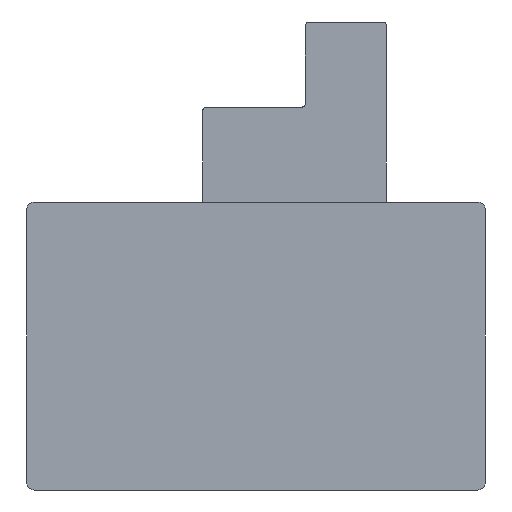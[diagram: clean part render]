
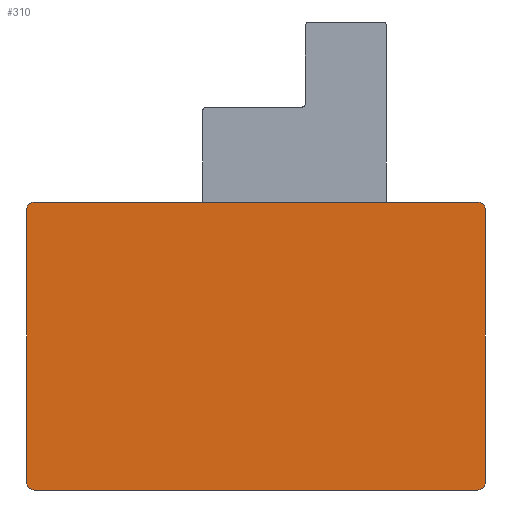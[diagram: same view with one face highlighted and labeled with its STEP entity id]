
A CAD part, front view. The second image highlights one B-rep face of the part: STEP entity #310.
In plain terms, the highlighted planar face has unit normal (0, -1, 0).
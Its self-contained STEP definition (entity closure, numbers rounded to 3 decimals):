
#1 = CARTESIAN_POINT ( 'NONE',  ( 2., 0., 73.8 ) ) ;
#14 = CARTESIAN_POINT ( 'NONE',  ( 0., 0., 0. ) ) ;
#21 = CARTESIAN_POINT ( 'NONE',  ( 2., 0., 75.8 ) ) ;
#24 = AXIS2_PLACEMENT_3D ( 'NONE', #120, #329, #549 ) ;
#25 = EDGE_CURVE ( 'NONE', #184, #561, #610, .T. ) ;
#80 = LINE ( 'NONE', #14, #89 ) ;
#87 = VERTEX_POINT ( 'NONE', #219 ) ;
#89 = VECTOR ( 'NONE', #491, 1000. ) ;
#94 = LINE ( 'NONE', #136, #438 ) ;
#97 = CIRCLE ( 'NONE', #319, 2. ) ;
#120 = CARTESIAN_POINT ( 'NONE',  ( 118.7, 0., 2. ) ) ;
#126 = CARTESIAN_POINT ( 'NONE',  ( 0., 0., 0. ) ) ;
#127 = CARTESIAN_POINT ( 'NONE',  ( 120.7, 0., 2. ) ) ;
#128 = ORIENTED_EDGE ( 'NONE', *, *, #473, .T. ) ;
#132 = DIRECTION ( 'NONE',  ( 1., 0., 0. ) ) ;
#136 = CARTESIAN_POINT ( 'NONE',  ( 0., 0., 75.8 ) ) ;
#142 = DIRECTION ( 'NONE',  ( 0., 0., 1. ) ) ;
#166 = AXIS2_PLACEMENT_3D ( 'NONE', #126, #648, #568 ) ;
#181 = FACE_OUTER_BOUND ( 'NONE', #388, .T. ) ;
#184 = VERTEX_POINT ( 'NONE', #21 ) ;
#198 = ORIENTED_EDGE ( 'NONE', *, *, #534, .F. ) ;
#200 = LINE ( 'NONE', #513, #464 ) ;
#212 = DIRECTION ( 'NONE',  ( 0., -1., 0. ) ) ;
#219 = CARTESIAN_POINT ( 'NONE',  ( 2., 0., 0. ) ) ;
#230 = VERTEX_POINT ( 'NONE', #552 ) ;
#256 = DIRECTION ( 'NONE',  ( 0., 0., -1. ) ) ;
#257 = EDGE_CURVE ( 'NONE', #545, #561, #80, .T. ) ;
#261 = CIRCLE ( 'NONE', #24, 2. ) ;
#276 = CIRCLE ( 'NONE', #616, 2. ) ;
#289 = CARTESIAN_POINT ( 'NONE',  ( 118.7, 0., 0. ) ) ;
#300 = CARTESIAN_POINT ( 'NONE',  ( 118.7, 0., 73.8 ) ) ;
#306 = DIRECTION ( 'NONE',  ( 0., -1., 0. ) ) ;
#308 = DIRECTION ( 'NONE',  ( 0., 0., 1. ) ) ;
#310 = ADVANCED_FACE ( 'NONE', ( #181 ), #391, .F. ) ;
#319 = AXIS2_PLACEMENT_3D ( 'NONE', #300, #460, #308 ) ;
#329 = DIRECTION ( 'NONE',  ( 0., -1., 0. ) ) ;
#341 = CARTESIAN_POINT ( 'NONE',  ( 0., 0., 73.8 ) ) ;
#355 = VERTEX_POINT ( 'NONE', #289 ) ;
#363 = EDGE_CURVE ( 'NONE', #230, #459, #97, .T. ) ;
#380 = EDGE_CURVE ( 'NONE', #184, #459, #94, .T. ) ;
#388 = EDGE_LOOP ( 'NONE', ( #404, #640, #605, #639, #408, #128, #198, #470 ) ) ;
#391 = PLANE ( 'NONE',  #166 ) ;
#404 = ORIENTED_EDGE ( 'NONE', *, *, #477, .F. ) ;
#408 = ORIENTED_EDGE ( 'NONE', *, *, #257, .F. ) ;
#410 = CARTESIAN_POINT ( 'NONE',  ( 118.7, 0., 75.8 ) ) ;
#438 = VECTOR ( 'NONE', #132, 1000. ) ;
#459 = VERTEX_POINT ( 'NONE', #410 ) ;
#460 = DIRECTION ( 'NONE',  ( 0., -1., 0. ) ) ;
#461 = LINE ( 'NONE', #502, #653 ) ;
#462 = AXIS2_PLACEMENT_3D ( 'NONE', #1, #212, #518 ) ;
#464 = VECTOR ( 'NONE', #256, 1000. ) ;
#470 = ORIENTED_EDGE ( 'NONE', *, *, #659, .T. ) ;
#473 = EDGE_CURVE ( 'NONE', #545, #87, #276, .T. ) ;
#477 = EDGE_CURVE ( 'NONE', #230, #591, #200, .T. ) ;
#491 = DIRECTION ( 'NONE',  ( 0., 0., 1. ) ) ;
#492 = CARTESIAN_POINT ( 'NONE',  ( 0., 0., 2. ) ) ;
#502 = CARTESIAN_POINT ( 'NONE',  ( 0., 0., 0. ) ) ;
#513 = CARTESIAN_POINT ( 'NONE',  ( 120.7, 0., 0. ) ) ;
#518 = DIRECTION ( 'NONE',  ( 0., 0., 1. ) ) ;
#534 = EDGE_CURVE ( 'NONE', #355, #87, #461, .T. ) ;
#545 = VERTEX_POINT ( 'NONE', #492 ) ;
#549 = DIRECTION ( 'NONE',  ( 0., 0., 1. ) ) ;
#552 = CARTESIAN_POINT ( 'NONE',  ( 120.7, 0., 73.8 ) ) ;
#554 = CARTESIAN_POINT ( 'NONE',  ( 2., 0., 2. ) ) ;
#561 = VERTEX_POINT ( 'NONE', #341 ) ;
#568 = DIRECTION ( 'NONE',  ( 0., 0., 1. ) ) ;
#591 = VERTEX_POINT ( 'NONE', #127 ) ;
#605 = ORIENTED_EDGE ( 'NONE', *, *, #380, .F. ) ;
#610 = CIRCLE ( 'NONE', #462, 2. ) ;
#616 = AXIS2_PLACEMENT_3D ( 'NONE', #554, #306, #142 ) ;
#639 = ORIENTED_EDGE ( 'NONE', *, *, #25, .T. ) ;
#640 = ORIENTED_EDGE ( 'NONE', *, *, #363, .T. ) ;
#648 = DIRECTION ( 'NONE',  ( 0., 1., 0. ) ) ;
#653 = VECTOR ( 'NONE', #658, 1000. ) ;
#658 = DIRECTION ( 'NONE',  ( -1., 0., 0. ) ) ;
#659 = EDGE_CURVE ( 'NONE', #355, #591, #261, .T. ) ;
